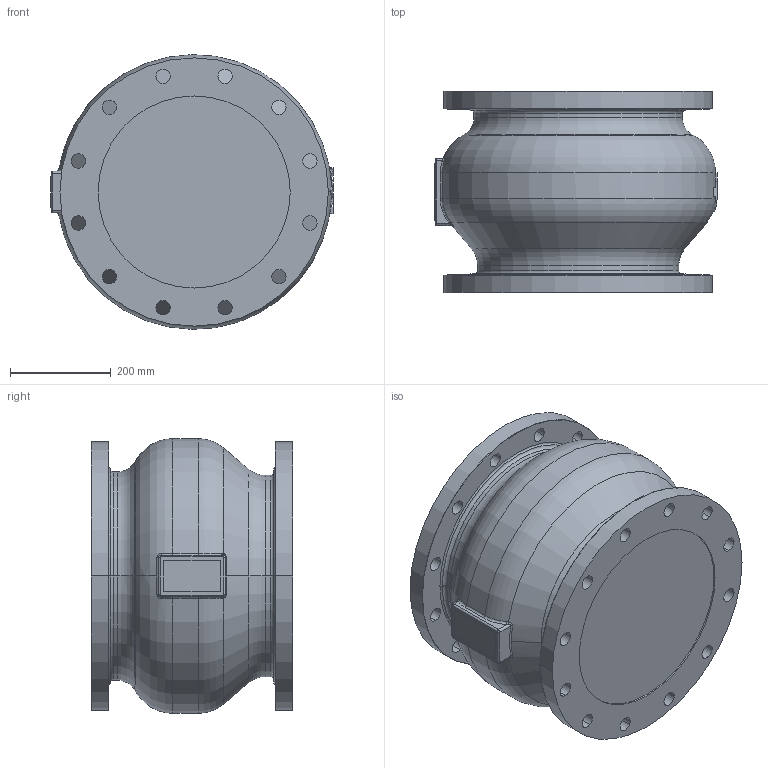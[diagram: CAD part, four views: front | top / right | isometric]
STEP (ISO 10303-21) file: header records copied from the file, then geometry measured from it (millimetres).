
FILE_DESCRIPTION((''),'2;1');
FILE_NAME('1814_1_SW0003','2023-10-24T10:08:49',('tbuffington'),(''),'CREO PARAMETRIC BY PTC INC, 2023072','CREO PARAMETRIC BY PTC INC, 2023072','');
FILE_SCHEMA(('AUTOMOTIVE_DESIGN { 1 0 10303 214 1 1 1 1 }'));
Length unit declared in the file: inch
Products named in the file (1): 1814_1_SW0003
Bounding box: 560.83 x 400.05 x 546.04 mm (x, y, z)
Volume: 76389145.4 mm3; surface area: 1374154.9 mm2
Topology: 1 solids, 1 shells, 204 faces, 530 edges, 338 vertices
Faces by surface type: plane 87, cylinder 78, torus 21, bspline 14, cone 4
Entity records: 8349 total; most frequent: CARTESIAN_POINT 1785, COLOUR_RGB 1326, DIRECTION 1081, ORIENTED_EDGE 1060, EDGE_CURVE 530, AXIS2_PLACEMENT_3D 419, VERTEX_POINT 338, EDGE_LOOP 262
